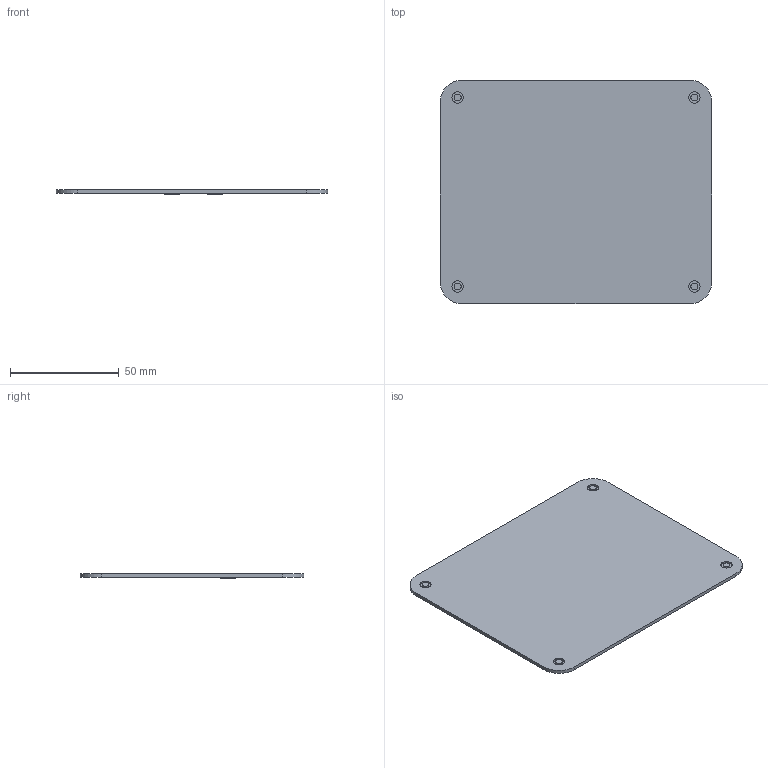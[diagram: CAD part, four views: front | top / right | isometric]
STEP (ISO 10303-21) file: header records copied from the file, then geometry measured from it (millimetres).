
FILE_DESCRIPTION (( 'STEP AP214' ), '1' );
FILE_NAME ('MHA_case_2.0_main_TOP_Logo_top.STEP', '2019-10-21T07:28:10', ( '' ), ( '' ), 'SwSTEP 2.0', 'SolidWorks 2019', '' );
FILE_SCHEMA (( 'AUTOMOTIVE_DESIGN' ));
Length unit declared in the file: millimetre
Products named in the file (1): MHA_case_2.0_main_TOP_Logo_top
Bounding box: 125 x 103 x 2.1 mm (x, y, z)
Volume: 18549 mm3; surface area: 27005.9 mm2
Topology: 1 solids, 1 shells, 274 faces, 713 edges, 470 vertices
Faces by surface type: plane 165, bspline 89, cylinder 20
Entity records: 11544 total; most frequent: CARTESIAN_POINT 5372, ORIENTED_EDGE 1426, DIRECTION 942, EDGE_CURVE 713, LINE 490, VECTOR 490, VERTEX_POINT 470, EDGE_LOOP 303
